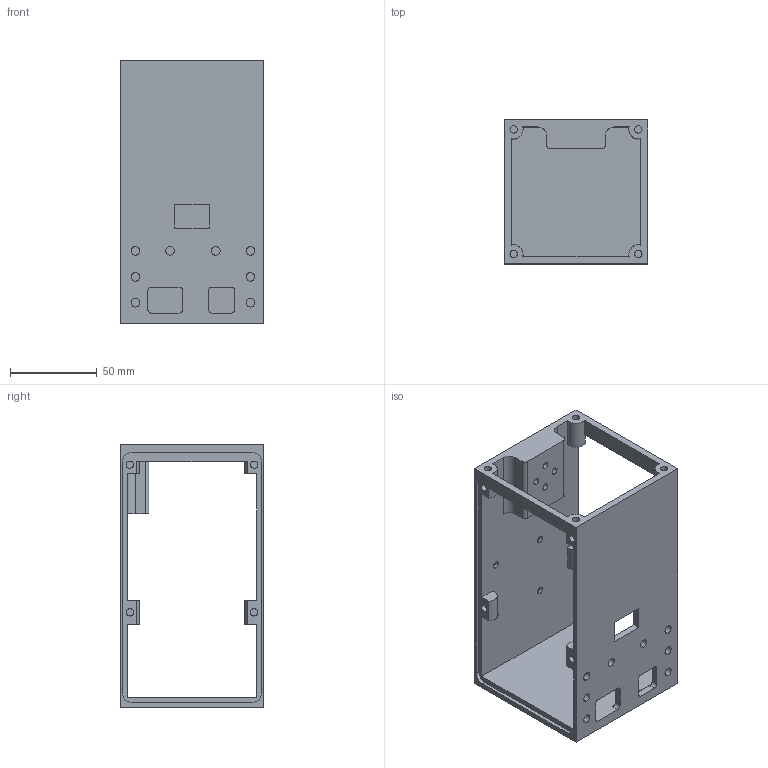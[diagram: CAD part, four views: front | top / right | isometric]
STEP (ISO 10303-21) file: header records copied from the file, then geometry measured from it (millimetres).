
FILE_DESCRIPTION (( 'STEP AP203' ), '1' );
FILE_NAME ('Box_Default_sldprt.STEP', '2025-12-11T20:13:15', ( '' ), ( '' ), 'SwSTEP 2.0', 'SolidWorks 2025', '' );
FILE_SCHEMA (( 'CONFIG_CONTROL_DESIGN' ));
Length unit declared in the file: millimetre
Products named in the file (1): Box_Default_sldprt
Bounding box: 83 x 83 x 152 mm (x, y, z)
Volume: 154195.2 mm3; surface area: 75004.5 mm2
Topology: 1 solids, 1 shells, 165 faces, 438 edges, 292 vertices
Faces by surface type: cylinder 98, plane 67
Entity records: 5373 total; most frequent: DIRECTION 970, CARTESIAN_POINT 896, ORIENTED_EDGE 876, EDGE_CURVE 438, AXIS2_PLACEMENT_3D 366, VERTEX_POINT 292, LINE 238, VECTOR 238
